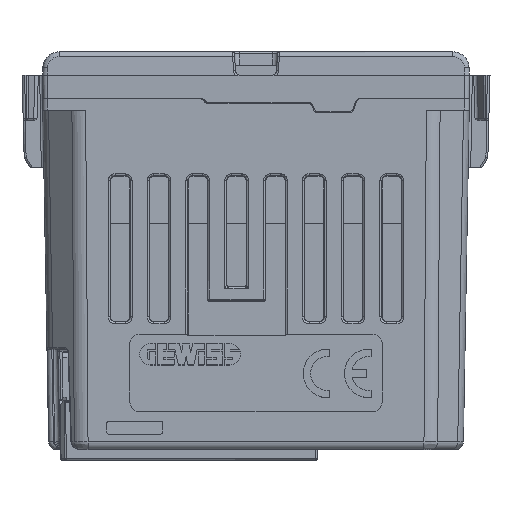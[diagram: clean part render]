
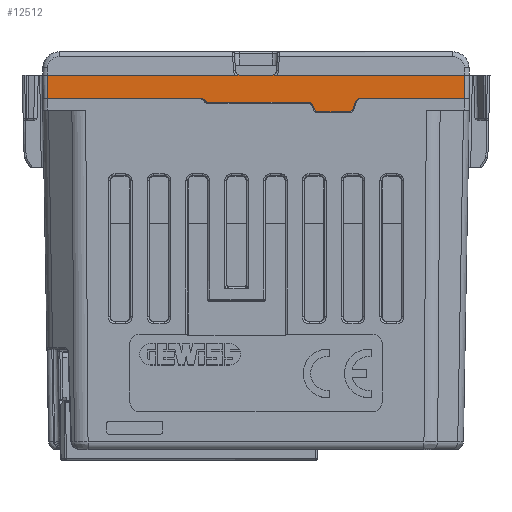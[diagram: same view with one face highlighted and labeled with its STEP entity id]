
A CAD part, left-side view. The second image highlights one B-rep face of the part: STEP entity #12512.
In plain terms, the highlighted planar face has unit normal (-1, 0, -0.018).
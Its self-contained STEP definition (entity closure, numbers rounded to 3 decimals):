
#12451=AXIS2_PLACEMENT_3D('Plane Axis2P3D',#12448,#12449,#12450) ;
#9908=CARTESIAN_POINT('Vertex',(-33.158,-10.85,1.01)) ;
#9911=CARTESIAN_POINT('Line Origine',(-33.158,-10.8,1.01)) ;
#9915=CARTESIAN_POINT('Vertex',(-33.158,-10.75,1.01)) ;
#11805=CARTESIAN_POINT('Vertex',(-33.2,2.108,3.41)) ;
#11808=CARTESIAN_POINT('Line Origine',(-33.2,1.867,3.41)) ;
#11812=CARTESIAN_POINT('Vertex',(-33.2,1.626,3.41)) ;
#11815=CARTESIAN_POINT('Line Origine',(-33.2,0.,3.41)) ;
#11819=CARTESIAN_POINT('Vertex',(-33.2,-1.626,3.41)) ;
#11822=CARTESIAN_POINT('Line Origine',(-33.2,-1.867,3.41)) ;
#11826=CARTESIAN_POINT('Vertex',(-33.2,-2.108,3.41)) ;
#12136=CARTESIAN_POINT('Vertex',(-33.158,5.834,1.01)) ;
#12143=CARTESIAN_POINT('Vertex',(-33.158,5.704,1.01)) ;
#12146=CARTESIAN_POINT('Line Origine',(-33.158,5.769,1.01)) ;
#12204=CARTESIAN_POINT('Vertex',(-33.155,5.304,0.81)) ;
#12208=CARTESIAN_POINT('Control Point',(-33.155,5.304,0.81)) ;
#12209=CARTESIAN_POINT('Control Point',(-33.157,5.397,0.934)) ;
#12210=CARTESIAN_POINT('Control Point',(-33.158,5.55,1.01)) ;
#12211=CARTESIAN_POINT('Control Point',(-33.158,5.704,1.01)) ;
#12230=CARTESIAN_POINT('Vertex',(-33.151,4.904,0.61)) ;
#12234=CARTESIAN_POINT('Control Point',(-33.151,4.904,0.61)) ;
#12235=CARTESIAN_POINT('Control Point',(-33.151,5.059,0.61)) ;
#12236=CARTESIAN_POINT('Control Point',(-33.152,5.212,0.686)) ;
#12237=CARTESIAN_POINT('Control Point',(-33.155,5.304,0.81)) ;
#12256=CARTESIAN_POINT('Vertex',(-33.151,-5.395,0.61)) ;
#12259=CARTESIAN_POINT('Line Origine',(-33.151,-0.246,0.61)) ;
#12278=CARTESIAN_POINT('Control Point',(-33.145,-5.865,0.281)) ;
#12279=CARTESIAN_POINT('Control Point',(-33.148,-5.813,0.425)) ;
#12280=CARTESIAN_POINT('Control Point',(-33.15,-5.702,0.547)) ;
#12281=CARTESIAN_POINT('Control Point',(-33.151,-5.548,0.61)) ;
#12282=CARTESIAN_POINT('Control Point',(-33.151,-5.395,0.61)) ;
#12283=CARTESIAN_POINT('Vertex',(-33.145,-5.865,0.281)) ;
#12308=CARTESIAN_POINT('Vertex',(-33.139,-5.99,-0.061)) ;
#12311=CARTESIAN_POINT('Line Origine',(-33.142,-5.928,0.11)) ;
#12333=CARTESIAN_POINT('Vertex',(-33.134,-6.46,-0.39)) ;
#12337=CARTESIAN_POINT('Control Point',(-33.134,-6.46,-0.39)) ;
#12338=CARTESIAN_POINT('Control Point',(-33.134,-6.307,-0.39)) ;
#12339=CARTESIAN_POINT('Control Point',(-33.135,-6.153,-0.327)) ;
#12340=CARTESIAN_POINT('Control Point',(-33.137,-6.042,-0.205)) ;
#12341=CARTESIAN_POINT('Control Point',(-33.139,-5.99,-0.061)) ;
#12360=CARTESIAN_POINT('Vertex',(-33.134,-9.54,-0.39)) ;
#12363=CARTESIAN_POINT('Line Origine',(-33.134,-8.,-0.39)) ;
#12385=CARTESIAN_POINT('Vertex',(-33.139,-10.01,-0.061)) ;
#12389=CARTESIAN_POINT('Control Point',(-33.134,-9.54,-0.39)) ;
#12390=CARTESIAN_POINT('Control Point',(-33.134,-9.693,-0.39)) ;
#12391=CARTESIAN_POINT('Control Point',(-33.135,-9.847,-0.327)) ;
#12392=CARTESIAN_POINT('Control Point',(-33.137,-9.958,-0.205)) ;
#12393=CARTESIAN_POINT('Control Point',(-33.139,-10.01,-0.061)) ;
#12412=CARTESIAN_POINT('Vertex',(-33.152,-10.28,0.681)) ;
#12415=CARTESIAN_POINT('Line Origine',(-33.146,-10.145,0.31)) ;
#12434=CARTESIAN_POINT('Control Point',(-33.152,-10.28,0.681)) ;
#12435=CARTESIAN_POINT('Control Point',(-33.155,-10.332,0.825)) ;
#12436=CARTESIAN_POINT('Control Point',(-33.157,-10.444,0.947)) ;
#12437=CARTESIAN_POINT('Control Point',(-33.158,-10.597,1.01)) ;
#12438=CARTESIAN_POINT('Control Point',(-33.158,-10.75,1.01)) ;
#12448=CARTESIAN_POINT('Axis2P3D Location',(-33.2,11.,3.41)) ;
#12453=CARTESIAN_POINT('Line Origine',(-33.2,0.,3.41)) ;
#12457=CARTESIAN_POINT('Vertex',(-33.2,21.5,3.41)) ;
#12461=CARTESIAN_POINT('Control Point',(-33.158,21.458,1.01)) ;
#12462=CARTESIAN_POINT('Control Point',(-33.2,21.5,3.41)) ;
#12463=CARTESIAN_POINT('Vertex',(-33.158,21.458,1.01)) ;
#12466=CARTESIAN_POINT('Line Origine',(-33.158,0.,1.01)) ;
#12471=CARTESIAN_POINT('Line Origine',(-33.158,0.,1.01)) ;
#12475=CARTESIAN_POINT('Vertex',(-33.158,-21.458,1.01)) ;
#12479=CARTESIAN_POINT('Control Point',(-33.158,-21.458,1.01)) ;
#12480=CARTESIAN_POINT('Control Point',(-33.2,-21.5,3.41)) ;
#12481=CARTESIAN_POINT('Vertex',(-33.2,-21.5,3.41)) ;
#12484=CARTESIAN_POINT('Line Origine',(-33.2,0.,3.41)) ;
#9912=DIRECTION('Vector Direction',(0.,-1.,0.)) ;
#11809=DIRECTION('Vector Direction',(0.,1.,0.)) ;
#11816=DIRECTION('Vector Direction',(0.,1.,0.)) ;
#11823=DIRECTION('Vector Direction',(0.,1.,0.)) ;
#12147=DIRECTION('Vector Direction',(0.,-1.,0.)) ;
#12260=DIRECTION('Vector Direction',(0.,1.,0.)) ;
#12312=DIRECTION('Vector Direction',(-0.016,0.342,0.94)) ;
#12364=DIRECTION('Vector Direction',(0.,1.,0.)) ;
#12416=DIRECTION('Vector Direction',(0.016,0.342,-0.94)) ;
#12449=DIRECTION('Axis2P3D Direction',(1.,0.,0.017)) ;
#12450=DIRECTION('Axis2P3D XDirection',(0.,1.,0.)) ;
#12454=DIRECTION('Vector Direction',(0.,1.,0.)) ;
#12467=DIRECTION('Vector Direction',(0.,1.,0.)) ;
#12472=DIRECTION('Vector Direction',(0.,1.,0.)) ;
#12485=DIRECTION('Vector Direction',(0.,1.,0.)) ;
#9913=VECTOR('Line Direction',#9912,1.) ;
#11810=VECTOR('Line Direction',#11809,1.) ;
#11817=VECTOR('Line Direction',#11816,1.) ;
#11824=VECTOR('Line Direction',#11823,1.) ;
#12148=VECTOR('Line Direction',#12147,1.) ;
#12261=VECTOR('Line Direction',#12260,1.) ;
#12313=VECTOR('Line Direction',#12312,1.) ;
#12365=VECTOR('Line Direction',#12364,1.) ;
#12417=VECTOR('Line Direction',#12416,1.) ;
#12455=VECTOR('Line Direction',#12454,1.) ;
#12468=VECTOR('Line Direction',#12467,1.) ;
#12473=VECTOR('Line Direction',#12472,1.) ;
#12486=VECTOR('Line Direction',#12485,1.) ;
#12490=ORIENTED_EDGE('',*,*,#11814,.F.) ;
#12491=ORIENTED_EDGE('',*,*,#12459,.F.) ;
#12492=ORIENTED_EDGE('',*,*,#12465,.F.) ;
#12493=ORIENTED_EDGE('',*,*,#12470,.F.) ;
#12494=ORIENTED_EDGE('',*,*,#12150,.F.) ;
#12495=ORIENTED_EDGE('',*,*,#12212,.T.) ;
#12496=ORIENTED_EDGE('',*,*,#12238,.T.) ;
#12497=ORIENTED_EDGE('',*,*,#12263,.F.) ;
#12498=ORIENTED_EDGE('',*,*,#12285,.F.) ;
#12499=ORIENTED_EDGE('',*,*,#12315,.F.) ;
#12500=ORIENTED_EDGE('',*,*,#12342,.T.) ;
#12501=ORIENTED_EDGE('',*,*,#12367,.F.) ;
#12502=ORIENTED_EDGE('',*,*,#12394,.T.) ;
#12503=ORIENTED_EDGE('',*,*,#12419,.F.) ;
#12504=ORIENTED_EDGE('',*,*,#12439,.T.) ;
#12505=ORIENTED_EDGE('',*,*,#9917,.F.) ;
#12506=ORIENTED_EDGE('',*,*,#12477,.F.) ;
#12507=ORIENTED_EDGE('',*,*,#12483,.T.) ;
#12508=ORIENTED_EDGE('',*,*,#12488,.F.) ;
#12509=ORIENTED_EDGE('',*,*,#11828,.F.) ;
#12510=ORIENTED_EDGE('',*,*,#11821,.T.) ;
#12512=ADVANCED_FACE('PartBody',(#12511),#12452,.F.) ;
#12207=B_SPLINE_CURVE_WITH_KNOTS('',3,(#12208,#12209,#12210,#12211),.UNSPECIFIED.,.F.,.U.,(4,4),(0.,0.656),.UNSPECIFIED.) ;
#12233=B_SPLINE_CURVE_WITH_KNOTS('',3,(#12234,#12235,#12236,#12237),.UNSPECIFIED.,.F.,.U.,(4,4),(0.,0.656),.UNSPECIFIED.) ;
#12277=B_SPLINE_CURVE_WITH_KNOTS('',4,(#12278,#12279,#12280,#12281,#12282),.UNSPECIFIED.,.F.,.U.,(5,5),(0.,0.864),.UNSPECIFIED.) ;
#12336=B_SPLINE_CURVE_WITH_KNOTS('',4,(#12337,#12338,#12339,#12340,#12341),.UNSPECIFIED.,.F.,.U.,(5,5),(0.,0.864),.UNSPECIFIED.) ;
#12388=B_SPLINE_CURVE_WITH_KNOTS('',4,(#12389,#12390,#12391,#12392,#12393),.UNSPECIFIED.,.F.,.U.,(5,5),(0.,0.864),.UNSPECIFIED.) ;
#12433=B_SPLINE_CURVE_WITH_KNOTS('',4,(#12434,#12435,#12436,#12437,#12438),.UNSPECIFIED.,.F.,.U.,(5,5),(0.,0.864),.UNSPECIFIED.) ;
#12460=B_SPLINE_CURVE_WITH_KNOTS('',1,(#12461,#12462),.UNSPECIFIED.,.F.,.U.,(2,2),(-1.2,1.2),.UNSPECIFIED.) ;
#12478=B_SPLINE_CURVE_WITH_KNOTS('',1,(#12479,#12480),.UNSPECIFIED.,.F.,.U.,(2,2),(-1.2,1.2),.UNSPECIFIED.) ;
#9917=EDGE_CURVE('',#9909,#9916,#9914,.F.) ;
#11814=EDGE_CURVE('',#11806,#11813,#11811,.F.) ;
#11821=EDGE_CURVE('',#11820,#11813,#11818,.T.) ;
#11828=EDGE_CURVE('',#11820,#11827,#11825,.F.) ;
#12150=EDGE_CURVE('',#12144,#12137,#12149,.F.) ;
#12212=EDGE_CURVE('',#12144,#12205,#12207,.F.) ;
#12238=EDGE_CURVE('',#12205,#12231,#12233,.F.) ;
#12263=EDGE_CURVE('',#12257,#12231,#12262,.T.) ;
#12285=EDGE_CURVE('',#12284,#12257,#12277,.T.) ;
#12315=EDGE_CURVE('',#12309,#12284,#12314,.T.) ;
#12342=EDGE_CURVE('',#12309,#12334,#12336,.F.) ;
#12367=EDGE_CURVE('',#12361,#12334,#12366,.T.) ;
#12394=EDGE_CURVE('',#12361,#12386,#12388,.T.) ;
#12419=EDGE_CURVE('',#12413,#12386,#12418,.T.) ;
#12439=EDGE_CURVE('',#12413,#9916,#12433,.T.) ;
#12459=EDGE_CURVE('',#12458,#11806,#12456,.F.) ;
#12465=EDGE_CURVE('',#12464,#12458,#12460,.T.) ;
#12470=EDGE_CURVE('',#12137,#12464,#12469,.T.) ;
#12477=EDGE_CURVE('',#12476,#9909,#12474,.T.) ;
#12483=EDGE_CURVE('',#12476,#12482,#12478,.T.) ;
#12488=EDGE_CURVE('',#11827,#12482,#12487,.F.) ;
#12489=EDGE_LOOP('',(#12490,#12491,#12492,#12493,#12494,#12495,#12496,#12497,#12498,#12499,#12500,#12501,#12502,#12503,#12504,#12505,#12506,#12507,#12508,#12509,#12510)) ;
#12511=FACE_OUTER_BOUND('',#12489,.T.) ;
#9914=LINE('Line',#9911,#9913) ;
#11811=LINE('Line',#11808,#11810) ;
#11818=LINE('Line',#11815,#11817) ;
#11825=LINE('Line',#11822,#11824) ;
#12149=LINE('Line',#12146,#12148) ;
#12262=LINE('Line',#12259,#12261) ;
#12314=LINE('Line',#12311,#12313) ;
#12366=LINE('Line',#12363,#12365) ;
#12418=LINE('Line',#12415,#12417) ;
#12456=LINE('Line',#12453,#12455) ;
#12469=LINE('Line',#12466,#12468) ;
#12474=LINE('Line',#12471,#12473) ;
#12487=LINE('Line',#12484,#12486) ;
#12452=PLANE('',#12451) ;
#9909=VERTEX_POINT('',#9908) ;
#9916=VERTEX_POINT('',#9915) ;
#11806=VERTEX_POINT('',#11805) ;
#11813=VERTEX_POINT('',#11812) ;
#11820=VERTEX_POINT('',#11819) ;
#11827=VERTEX_POINT('',#11826) ;
#12137=VERTEX_POINT('',#12136) ;
#12144=VERTEX_POINT('',#12143) ;
#12205=VERTEX_POINT('',#12204) ;
#12231=VERTEX_POINT('',#12230) ;
#12257=VERTEX_POINT('',#12256) ;
#12284=VERTEX_POINT('',#12283) ;
#12309=VERTEX_POINT('',#12308) ;
#12334=VERTEX_POINT('',#12333) ;
#12361=VERTEX_POINT('',#12360) ;
#12386=VERTEX_POINT('',#12385) ;
#12413=VERTEX_POINT('',#12412) ;
#12458=VERTEX_POINT('',#12457) ;
#12464=VERTEX_POINT('',#12463) ;
#12476=VERTEX_POINT('',#12475) ;
#12482=VERTEX_POINT('',#12481) ;
